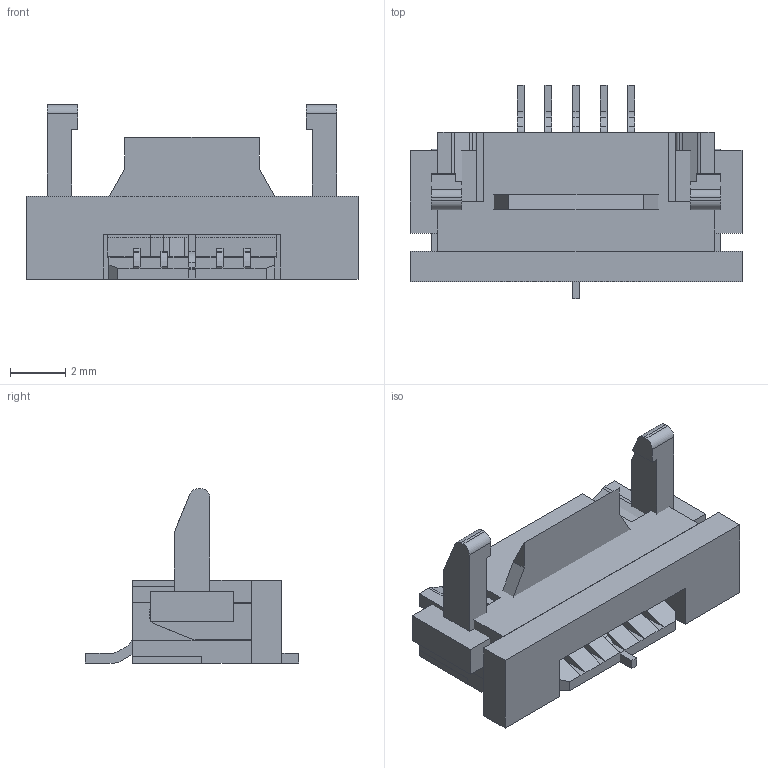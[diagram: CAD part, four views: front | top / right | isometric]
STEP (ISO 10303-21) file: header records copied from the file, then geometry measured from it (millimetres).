
FILE_DESCRIPTION( ( 'Unknown' ), '1' );
FILE_NAME( '68610514422.stp', 'Unknown', ( 'Unknown' ), ( 'Unknown' ), 'XStep 1.0', 'Unknown', ' ' );
FILE_SCHEMA( ( 'automotive_design' ) );
Length unit declared in the file: millimetre
Products named in the file (6): Assem1; Gehäuse; Verschluss; Pin_rechts; Pin1; Pin_rechts_mir
Bounding box: 12 x 7.7 x 6.31 mm (x, y, z)
Volume: 267 mm3; surface area: 1092.5 mm2
Topology: 14 solids, 14 shells, 680 faces, 1974 edges, 1296 vertices
Faces by surface type: plane 452, cylinder 228
Entity records: 9566 total; most frequent: CARTESIAN_POINT 1633, ORIENTED_EDGE 1626, DIRECTION 1563, EDGE_CURVE 813, LINE 639, VECTOR 639, VERTEX_POINT 532, AXIS2_PLACEMENT_3D 462
